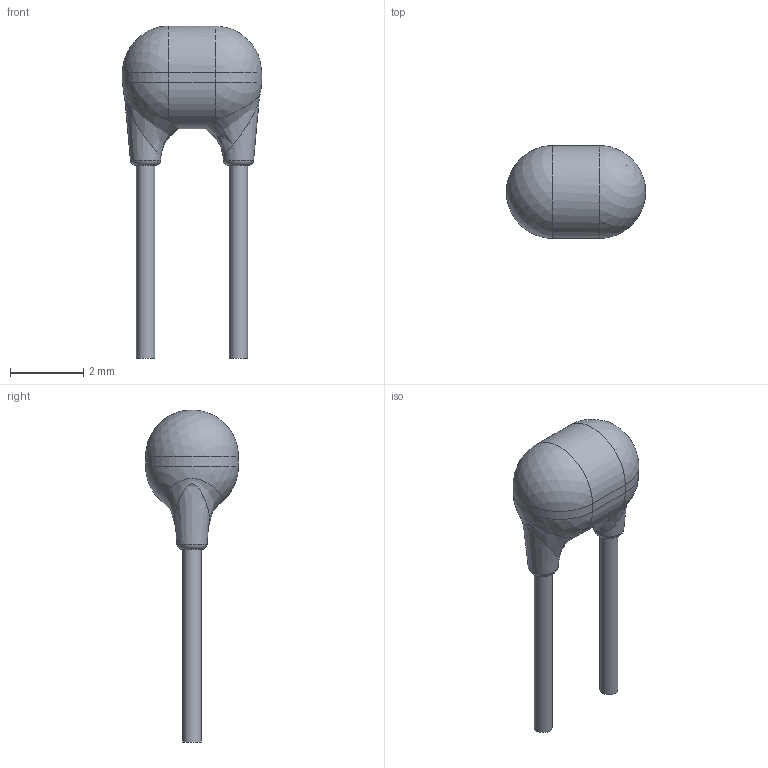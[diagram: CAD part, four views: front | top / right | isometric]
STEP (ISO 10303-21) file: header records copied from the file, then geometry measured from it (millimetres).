
FILE_DESCRIPTION(/* description */ (''),/* implementation_level */ '2;1');
FILE_NAME(/* name */ 'CAPRR254-254X381X381.stp',/* time_stamp */ '2015-04-16T09:58:59+02:00',/* author */ ('admchouv'),/* organization */ (''),/* preprocessor_version */ 'ST-DEVELOPER v15.5',/* originating_system */ 'AutoCAD Mechanical',/* authorisation */ '');
FILE_SCHEMA (('AUTOMOTIVE_DESIGN { 1 0 10303 214 3 1 1 }'));
Length unit declared in the file: millimetre
Products named in the file (1): Product
Bounding box: 3.81 x 2.54 x 9.08 mm (x, y, z)
Volume: 21.4 mm3; surface area: 74.5 mm2
Topology: 4 solids, 4 shells, 26 faces, 51 edges, 32 vertices
Faces by surface type: plane 10, cylinder 6, sphere 4, torus 2, cone 2, bspline 2
Full cylindrical faces by diameter (mm): 0.5 x2
Entity records: 900 total; most frequent: CARTESIAN_POINT 390, DIRECTION 104, ORIENTED_EDGE 80, AXIS2_PLACEMENT_3D 47, EDGE_CURVE 40, EDGE_LOOP 32, VERTEX_POINT 28, FACE_OUTER_BOUND 26
